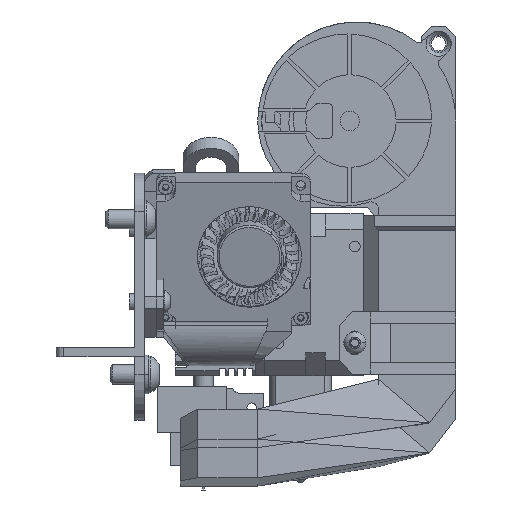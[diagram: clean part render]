
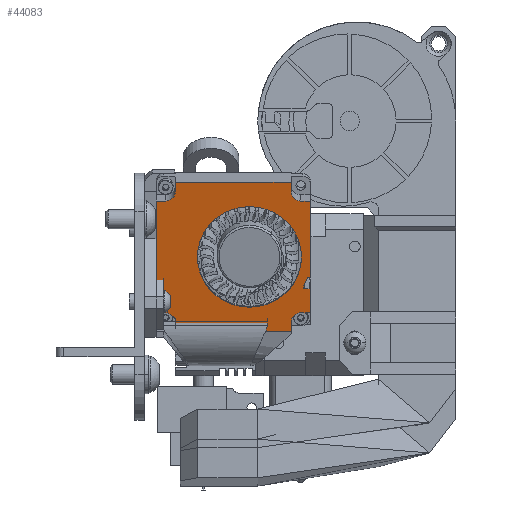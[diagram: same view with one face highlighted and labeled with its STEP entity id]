
A CAD part, left-side view. The second image highlights one B-rep face of the part: STEP entity #44083.
In plain terms, the highlighted face is planar.
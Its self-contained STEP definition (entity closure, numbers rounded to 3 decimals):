
#3119=CIRCLE('',#48632,13.5);
#3120=CIRCLE('',#48634,13.5);
#3121=CIRCLE('',#48635,2.5);
#3122=CIRCLE('',#48636,0.35);
#3123=CIRCLE('',#48637,0.3);
#3124=CIRCLE('',#48638,0.3);
#3125=CIRCLE('',#48639,0.35);
#3126=CIRCLE('',#48640,2.5);
#3127=CIRCLE('',#48641,2.5);
#3128=CIRCLE('',#48642,2.5);
#9439=ORIENTED_EDGE('',*,*,#20389,.F.);
#9440=ORIENTED_EDGE('',*,*,#20390,.F.);
#9441=ORIENTED_EDGE('',*,*,#20391,.T.);
#9442=ORIENTED_EDGE('',*,*,#20392,.T.);
#9443=ORIENTED_EDGE('',*,*,#20393,.F.);
#9444=ORIENTED_EDGE('',*,*,#20394,.F.);
#9445=ORIENTED_EDGE('',*,*,#20395,.T.);
#9446=ORIENTED_EDGE('',*,*,#20396,.T.);
#9447=ORIENTED_EDGE('',*,*,#20397,.T.);
#9448=ORIENTED_EDGE('',*,*,#20398,.T.);
#9449=ORIENTED_EDGE('',*,*,#20399,.T.);
#9450=ORIENTED_EDGE('',*,*,#20400,.T.);
#9451=ORIENTED_EDGE('',*,*,#20401,.T.);
#9452=ORIENTED_EDGE('',*,*,#20402,.T.);
#9453=ORIENTED_EDGE('',*,*,#20403,.T.);
#9454=ORIENTED_EDGE('',*,*,#20404,.T.);
#9455=ORIENTED_EDGE('',*,*,#20405,.T.);
#9456=ORIENTED_EDGE('',*,*,#20406,.F.);
#9457=ORIENTED_EDGE('',*,*,#20407,.F.);
#9458=ORIENTED_EDGE('',*,*,#20408,.T.);
#9459=ORIENTED_EDGE('',*,*,#20409,.F.);
#9460=ORIENTED_EDGE('',*,*,#20410,.F.);
#9461=ORIENTED_EDGE('',*,*,#20411,.F.);
#9462=ORIENTED_EDGE('',*,*,#20412,.T.);
#9463=ORIENTED_EDGE('',*,*,#20413,.T.);
#9464=ORIENTED_EDGE('',*,*,#20414,.F.);
#20389=EDGE_CURVE('',#26189,#26188,#3119,.T.);
#20390=EDGE_CURVE('',#26188,#26189,#3120,.T.);
#20391=EDGE_CURVE('',#26190,#26191,#30633,.T.);
#20392=EDGE_CURVE('',#26191,#26192,#30634,.T.);
#20393=EDGE_CURVE('',#26193,#26192,#3121,.T.);
#20394=EDGE_CURVE('',#26194,#26193,#30635,.T.);
#20395=EDGE_CURVE('',#26194,#26195,#30636,.T.);
#20396=EDGE_CURVE('',#26195,#26196,#3122,.T.);
#20397=EDGE_CURVE('',#26196,#26197,#30637,.T.);
#20398=EDGE_CURVE('',#26197,#26198,#3123,.T.);
#20399=EDGE_CURVE('',#26198,#26199,#30638,.T.);
#20400=EDGE_CURVE('',#26199,#26200,#3124,.T.);
#20401=EDGE_CURVE('',#26200,#26201,#30639,.T.);
#20402=EDGE_CURVE('',#26201,#26202,#3125,.T.);
#20403=EDGE_CURVE('',#26202,#26203,#30640,.T.);
#20404=EDGE_CURVE('',#26203,#26204,#30641,.T.);
#20405=EDGE_CURVE('',#26204,#26205,#3126,.T.);
#20406=EDGE_CURVE('',#26206,#26205,#30642,.T.);
#20407=EDGE_CURVE('',#26207,#26206,#30643,.T.);
#20408=EDGE_CURVE('',#26207,#26208,#30644,.T.);
#20409=EDGE_CURVE('',#26209,#26208,#3127,.T.);
#20410=EDGE_CURVE('',#26210,#26209,#30645,.T.);
#20411=EDGE_CURVE('',#26211,#26210,#30646,.T.);
#20412=EDGE_CURVE('',#26211,#26212,#30647,.T.);
#20413=EDGE_CURVE('',#26212,#26213,#3128,.T.);
#20414=EDGE_CURVE('',#26190,#26213,#30648,.T.);
#26188=VERTEX_POINT('',#72280);
#26189=VERTEX_POINT('',#72282);
#26190=VERTEX_POINT('',#72287);
#26191=VERTEX_POINT('',#72288);
#26192=VERTEX_POINT('',#72290);
#26193=VERTEX_POINT('',#72292);
#26194=VERTEX_POINT('',#72294);
#26195=VERTEX_POINT('',#72296);
#26196=VERTEX_POINT('',#72298);
#26197=VERTEX_POINT('',#72300);
#26198=VERTEX_POINT('',#72302);
#26199=VERTEX_POINT('',#72304);
#26200=VERTEX_POINT('',#72306);
#26201=VERTEX_POINT('',#72308);
#26202=VERTEX_POINT('',#72310);
#26203=VERTEX_POINT('',#72312);
#26204=VERTEX_POINT('',#72314);
#26205=VERTEX_POINT('',#72316);
#26206=VERTEX_POINT('',#72318);
#26207=VERTEX_POINT('',#72320);
#26208=VERTEX_POINT('',#72322);
#26209=VERTEX_POINT('',#72324);
#26210=VERTEX_POINT('',#72326);
#26211=VERTEX_POINT('',#72328);
#26212=VERTEX_POINT('',#72330);
#26213=VERTEX_POINT('',#72332);
#30633=LINE('',#72286,#34205);
#30634=LINE('',#72289,#34206);
#30635=LINE('',#72293,#34207);
#30636=LINE('',#72295,#34208);
#30637=LINE('',#72299,#34209);
#30638=LINE('',#72303,#34210);
#30639=LINE('',#72307,#34211);
#30640=LINE('',#72311,#34212);
#30641=LINE('',#72313,#34213);
#30642=LINE('',#72317,#34214);
#30643=LINE('',#72319,#34215);
#30644=LINE('',#72321,#34216);
#30645=LINE('',#72325,#34217);
#30646=LINE('',#72327,#34218);
#30647=LINE('',#72329,#34219);
#30648=LINE('',#72333,#34220);
#34205=VECTOR('',#56322,1000.);
#34206=VECTOR('',#56323,1000.);
#34207=VECTOR('',#56326,1000.);
#34208=VECTOR('',#56327,1000.);
#34209=VECTOR('',#56330,1000.);
#34210=VECTOR('',#56333,1000.);
#34211=VECTOR('',#56336,1000.);
#34212=VECTOR('',#56339,1000.);
#34213=VECTOR('',#56340,1000.);
#34214=VECTOR('',#56343,1000.);
#34215=VECTOR('',#56344,1000.);
#34216=VECTOR('',#56345,1000.);
#34217=VECTOR('',#56348,1000.);
#34218=VECTOR('',#56349,1000.);
#34219=VECTOR('',#56350,1000.);
#34220=VECTOR('',#56353,1000.);
#37139=EDGE_LOOP('',(#9439,#9440));
#37140=EDGE_LOOP('',(#9441,#9442,#9443,#9444,#9445,#9446,#9447,#9448,#9449,
#9450,#9451,#9452,#9453,#9454,#9455,#9456,#9457,#9458,#9459,#9460,#9461,
#9462,#9463,#9464));
#40045=FACE_BOUND('',#37139,.T.);
#40046=FACE_BOUND('',#37140,.T.);
#42479=PLANE('',#48633);
#44083=ADVANCED_FACE('',(#40045,#40046),#42479,.T.);
#48632=AXIS2_PLACEMENT_3D('',#72283,#56316,#56317);
#48633=AXIS2_PLACEMENT_3D('',#72284,#56318,#56319);
#48634=AXIS2_PLACEMENT_3D('',#72285,#56320,#56321);
#48635=AXIS2_PLACEMENT_3D('',#72291,#56324,#56325);
#48636=AXIS2_PLACEMENT_3D('',#72297,#56328,#56329);
#48637=AXIS2_PLACEMENT_3D('',#72301,#56331,#56332);
#48638=AXIS2_PLACEMENT_3D('',#72305,#56334,#56335);
#48639=AXIS2_PLACEMENT_3D('',#72309,#56337,#56338);
#48640=AXIS2_PLACEMENT_3D('',#72315,#56341,#56342);
#48641=AXIS2_PLACEMENT_3D('',#72323,#56346,#56347);
#48642=AXIS2_PLACEMENT_3D('',#72331,#56351,#56352);
#56316=DIRECTION('',(0.,0.,1.));
#56317=DIRECTION('',(1.,0.,0.));
#56318=DIRECTION('',(0.,0.,1.));
#56319=DIRECTION('',(1.,0.,0.));
#56320=DIRECTION('',(0.,0.,1.));
#56321=DIRECTION('',(1.,0.,0.));
#56322=DIRECTION('',(1.,0.,0.));
#56323=DIRECTION('',(0.,1.,0.));
#56324=DIRECTION('',(0.,0.,1.));
#56325=DIRECTION('',(1.,0.,0.));
#56326=DIRECTION('',(-1.,0.,0.));
#56327=DIRECTION('',(0.,1.,0.));
#56328=DIRECTION('',(0.,0.,1.));
#56329=DIRECTION('',(1.,0.,0.));
#56330=DIRECTION('',(-1.,0.,0.));
#56331=DIRECTION('',(0.,0.,-1.));
#56332=DIRECTION('',(1.,0.,0.));
#56333=DIRECTION('',(0.385,0.923,0.));
#56334=DIRECTION('',(0.,0.,-1.));
#56335=DIRECTION('',(1.,0.,0.));
#56336=DIRECTION('',(1.,0.,0.));
#56337=DIRECTION('',(0.,0.,1.));
#56338=DIRECTION('',(1.,0.,0.));
#56339=DIRECTION('',(0.,1.,0.));
#56340=DIRECTION('',(-1.,0.,0.));
#56341=DIRECTION('',(0.,0.,-1.));
#56342=DIRECTION('',(1.,0.,0.));
#56343=DIRECTION('',(0.,-1.,0.));
#56344=DIRECTION('',(1.,0.,0.));
#56345=DIRECTION('',(0.,-1.,0.));
#56346=DIRECTION('',(0.,0.,1.));
#56347=DIRECTION('',(1.,0.,0.));
#56348=DIRECTION('',(1.,0.,0.));
#56349=DIRECTION('',(0.,1.,0.));
#56350=DIRECTION('',(1.,0.,0.));
#56351=DIRECTION('',(0.,0.,-1.));
#56352=DIRECTION('',(1.,0.,0.));
#56353=DIRECTION('',(0.,1.,0.));
#72280=CARTESIAN_POINT('',(12.288,27.405,25.039));
#72282=CARTESIAN_POINT('',(39.288,27.405,25.039));
#72283=CARTESIAN_POINT('',(25.788,27.405,25.039));
#72284=CARTESIAN_POINT('',(21.588,27.405,25.039));
#72285=CARTESIAN_POINT('',(25.788,27.405,25.039));
#72286=CARTESIAN_POINT('',(21.588,7.405,25.039));
#72287=CARTESIAN_POINT('',(6.588,7.405,25.039));
#72288=CARTESIAN_POINT('',(36.588,7.405,25.039));
#72289=CARTESIAN_POINT('',(36.588,27.405,25.039));
#72290=CARTESIAN_POINT('',(36.588,9.905,25.039));
#72291=CARTESIAN_POINT('',(39.088,9.905,25.039));
#72292=CARTESIAN_POINT('',(39.088,12.405,25.039));
#72293=CARTESIAN_POINT('',(21.588,12.405,25.039));
#72294=CARTESIAN_POINT('',(41.588,12.405,25.039));
#72295=CARTESIAN_POINT('',(41.588,27.405,25.039));
#72296=CARTESIAN_POINT('',(41.588,18.555,25.039));
#72297=CARTESIAN_POINT('',(41.238,18.555,25.039));
#72298=CARTESIAN_POINT('',(41.238,18.905,25.039));
#72299=CARTESIAN_POINT('',(21.588,18.905,25.039));
#72300=CARTESIAN_POINT('',(40.038,18.905,25.039));
#72301=CARTESIAN_POINT('',(40.038,19.205,25.039));
#72302=CARTESIAN_POINT('',(39.761,19.321,25.039));
#72303=CARTESIAN_POINT('',(39.943,19.757,25.039));
#72304=CARTESIAN_POINT('',(40.761,21.721,25.039));
#72305=CARTESIAN_POINT('',(41.038,21.605,25.039));
#72306=CARTESIAN_POINT('',(41.038,21.905,25.039));
#72307=CARTESIAN_POINT('',(21.588,21.905,25.039));
#72308=CARTESIAN_POINT('',(41.238,21.905,25.039));
#72309=CARTESIAN_POINT('',(41.238,22.255,25.039));
#72310=CARTESIAN_POINT('',(41.588,22.255,25.039));
#72311=CARTESIAN_POINT('',(41.588,27.405,25.039));
#72312=CARTESIAN_POINT('',(41.588,42.405,25.039));
#72313=CARTESIAN_POINT('',(21.588,42.405,25.039));
#72314=CARTESIAN_POINT('',(39.088,42.405,25.039));
#72315=CARTESIAN_POINT('',(39.088,44.905,25.039));
#72316=CARTESIAN_POINT('',(36.588,44.905,25.039));
#72317=CARTESIAN_POINT('',(36.588,27.405,25.039));
#72318=CARTESIAN_POINT('',(36.588,47.405,25.039));
#72319=CARTESIAN_POINT('',(21.588,47.405,25.039));
#72320=CARTESIAN_POINT('',(6.588,47.405,25.039));
#72321=CARTESIAN_POINT('',(6.588,27.405,25.039));
#72322=CARTESIAN_POINT('',(6.588,44.905,25.039));
#72323=CARTESIAN_POINT('',(4.088,44.905,25.039));
#72324=CARTESIAN_POINT('',(4.088,42.405,25.039));
#72325=CARTESIAN_POINT('',(21.588,42.405,25.039));
#72326=CARTESIAN_POINT('',(1.588,42.405,25.039));
#72327=CARTESIAN_POINT('',(1.588,27.405,25.039));
#72328=CARTESIAN_POINT('',(1.588,12.405,25.039));
#72329=CARTESIAN_POINT('',(21.588,12.405,25.039));
#72330=CARTESIAN_POINT('',(4.088,12.405,25.039));
#72331=CARTESIAN_POINT('',(4.088,9.905,25.039));
#72332=CARTESIAN_POINT('',(6.588,9.905,25.039));
#72333=CARTESIAN_POINT('',(6.588,27.405,25.039));
